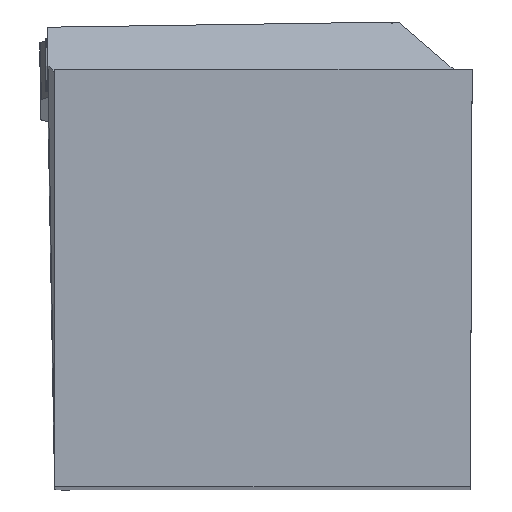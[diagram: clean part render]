
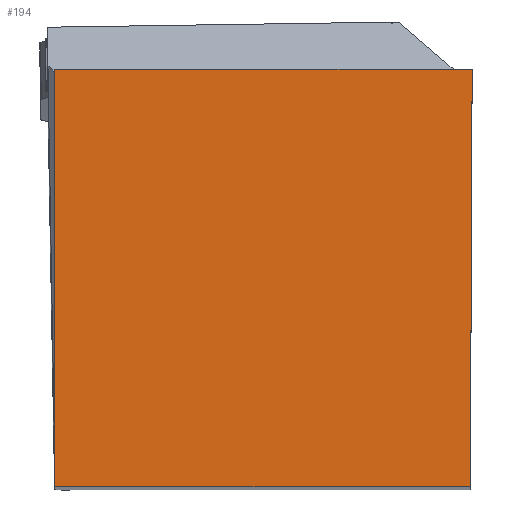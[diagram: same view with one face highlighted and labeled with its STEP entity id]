
A CAD part, top view. The second image highlights one B-rep face of the part: STEP entity #194.
In plain terms, the highlighted planar face has unit normal (0, 0, 1).
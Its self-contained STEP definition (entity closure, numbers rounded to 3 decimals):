
#194=ADVANCED_FACE('BLANK_BOXF006',(#300),#239,.F.);
#239=PLANE('',#1505);
#300=FACE_OUTER_BOUND('',#371,.T.);
#371=EDGE_LOOP('',(#686,#687,#688,#689));
#686=ORIENTED_EDGE('',*,*,#1028,.F.);
#687=ORIENTED_EDGE('',*,*,#1029,.F.);
#688=ORIENTED_EDGE('',*,*,#1030,.F.);
#689=ORIENTED_EDGE('',*,*,#1031,.F.);
#862=VERTEX_POINT('',#2370);
#863=VERTEX_POINT('',#2371);
#864=VERTEX_POINT('',#2373);
#865=VERTEX_POINT('',#2375);
#1028=EDGE_CURVE('',#862,#863,#1168,.T.);
#1029=EDGE_CURVE('',#864,#862,#1169,.T.);
#1030=EDGE_CURVE('',#865,#864,#1170,.T.);
#1031=EDGE_CURVE('',#863,#865,#1171,.T.);
#1168=LINE('',#2369,#1308);
#1169=LINE('',#2372,#1309);
#1170=LINE('',#2374,#1310);
#1171=LINE('',#2376,#1311);
#1308=VECTOR('',#1815,1.);
#1309=VECTOR('',#1816,1.);
#1310=VECTOR('',#1817,1.);
#1311=VECTOR('',#1818,1.);
#1505=AXIS2_PLACEMENT_3D('',#2377,#1819,#1820);
#1815=DIRECTION('',(0.,1.,0.));
#1816=DIRECTION('',(-1.,0.,0.));
#1817=DIRECTION('',(-0.004,-1.,0.));
#1818=DIRECTION('',(1.,0.,0.));
#1819=DIRECTION('',(0.,0.,-1.));
#1820=DIRECTION('',(0.,-1.,0.));
#2369=CARTESIAN_POINT('',(-31.623,-152.4,0.));
#2370=CARTESIAN_POINT('',(-31.623,0.,0.));
#2371=CARTESIAN_POINT('',(-31.623,31.623,0.));
#2372=CARTESIAN_POINT('',(152.4,0.,0.));
#2373=CARTESIAN_POINT('',(-0.138,0.,0.));
#2374=CARTESIAN_POINT('',(0.527,152.399,0.));
#2375=CARTESIAN_POINT('',(0.,31.623,0.));
#2376=CARTESIAN_POINT('',(-152.4,31.623,0.));
#2377=CARTESIAN_POINT('',(-64.364,-5.,0.));
